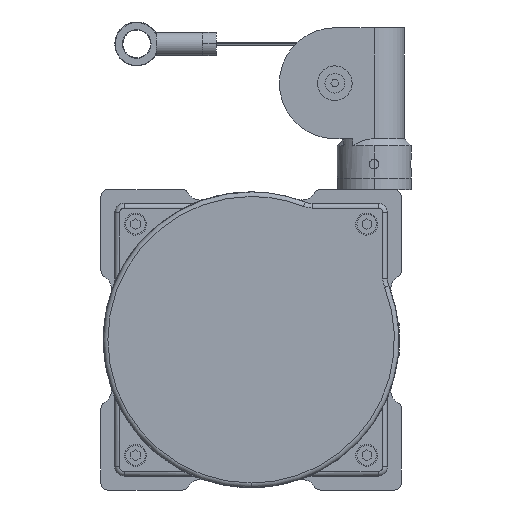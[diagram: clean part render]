
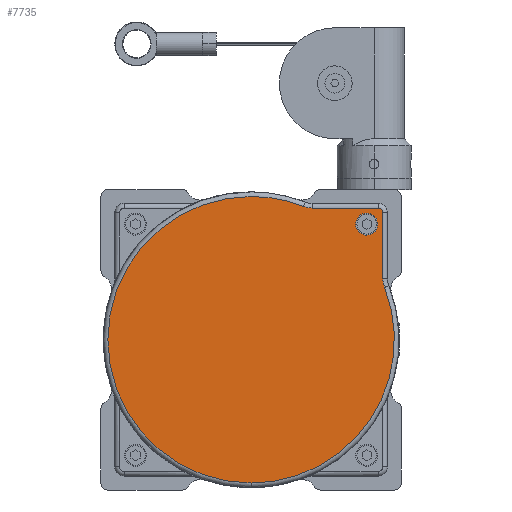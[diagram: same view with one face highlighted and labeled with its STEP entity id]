
A CAD part, left-side view. The second image highlights one B-rep face of the part: STEP entity #7735.
In plain terms, the highlighted planar face has unit normal (-1, 0, 0).
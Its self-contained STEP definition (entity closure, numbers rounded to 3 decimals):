
#7296=CARTESIAN_POINT('Axis2P3D Location',(-14.,50.,50.)) ;
#7300=CARTESIAN_POINT('Vertex',(-14.,54.169,52.277)) ;
#7302=CARTESIAN_POINT('Vertex',(-14.,45.831,47.723)) ;
#7322=CARTESIAN_POINT('Axis2P3D Location',(-14.,50.,50.)) ;
#7660=CARTESIAN_POINT('Axis2P3D Location',(-14.,0.,0.)) ;
#7665=CARTESIAN_POINT('Axis2P3D Location',(-14.,0.,0.)) ;
#7669=CARTESIAN_POINT('Vertex',(-14.,22.701,57.694)) ;
#7671=CARTESIAN_POINT('Vertex',(-14.,-62.,0.)) ;
#7674=CARTESIAN_POINT('Axis2P3D Location',(-14.,26.363,67.)) ;
#7678=CARTESIAN_POINT('Vertex',(-14.,26.363,57.)) ;
#7681=CARTESIAN_POINT('Line Origine',(-14.,40.681,57.)) ;
#7685=CARTESIAN_POINT('Vertex',(-14.,55.,57.)) ;
#7688=CARTESIAN_POINT('Axis2P3D Location',(-14.,55.,55.)) ;
#7692=CARTESIAN_POINT('Vertex',(-14.,57.,55.)) ;
#7695=CARTESIAN_POINT('Line Origine',(-14.,57.,40.681)) ;
#7699=CARTESIAN_POINT('Vertex',(-14.,57.,26.363)) ;
#7702=CARTESIAN_POINT('Axis2P3D Location',(-14.,67.,26.363)) ;
#7706=CARTESIAN_POINT('Vertex',(-14.,57.694,22.701)) ;
#7709=CARTESIAN_POINT('Axis2P3D Location',(-14.,0.,0.)) ;
#7713=CARTESIAN_POINT('Vertex',(-14.,62.,0.)) ;
#7716=CARTESIAN_POINT('Axis2P3D Location',(-14.,0.,0.)) ;
#7297=DIRECTION('Axis2P3D Direction',(1.,0.,-0.)) ;
#7323=DIRECTION('Axis2P3D Direction',(1.,0.,-0.)) ;
#7661=DIRECTION('Axis2P3D Direction',(1.,0.,0.)) ;
#7662=DIRECTION('Axis2P3D XDirection',(0.,1.,0.)) ;
#7666=DIRECTION('Axis2P3D Direction',(1.,0.,0.)) ;
#7675=DIRECTION('Axis2P3D Direction',(1.,0.,0.)) ;
#7682=DIRECTION('Vector Direction',(0.,1.,0.)) ;
#7689=DIRECTION('Axis2P3D Direction',(1.,0.,0.)) ;
#7696=DIRECTION('Vector Direction',(0.,0.,-1.)) ;
#7703=DIRECTION('Axis2P3D Direction',(1.,0.,0.)) ;
#7710=DIRECTION('Axis2P3D Direction',(1.,0.,0.)) ;
#7717=DIRECTION('Axis2P3D Direction',(1.,0.,0.)) ;
#7298=AXIS2_PLACEMENT_3D('Circle Axis2P3D',#7296,#7297,$) ;
#7324=AXIS2_PLACEMENT_3D('Circle Axis2P3D',#7322,#7323,$) ;
#7663=AXIS2_PLACEMENT_3D('Plane Axis2P3D',#7660,#7661,#7662) ;
#7667=AXIS2_PLACEMENT_3D('Circle Axis2P3D',#7665,#7666,$) ;
#7676=AXIS2_PLACEMENT_3D('Circle Axis2P3D',#7674,#7675,$) ;
#7690=AXIS2_PLACEMENT_3D('Circle Axis2P3D',#7688,#7689,$) ;
#7704=AXIS2_PLACEMENT_3D('Circle Axis2P3D',#7702,#7703,$) ;
#7711=AXIS2_PLACEMENT_3D('Circle Axis2P3D',#7709,#7710,$) ;
#7718=AXIS2_PLACEMENT_3D('Circle Axis2P3D',#7716,#7717,$) ;
#7722=ORIENTED_EDGE('',*,*,#7673,.F.) ;
#7723=ORIENTED_EDGE('',*,*,#7680,.F.) ;
#7724=ORIENTED_EDGE('',*,*,#7687,.F.) ;
#7725=ORIENTED_EDGE('',*,*,#7694,.F.) ;
#7726=ORIENTED_EDGE('',*,*,#7701,.F.) ;
#7727=ORIENTED_EDGE('',*,*,#7708,.F.) ;
#7728=ORIENTED_EDGE('',*,*,#7715,.F.) ;
#7729=ORIENTED_EDGE('',*,*,#7720,.F.) ;
#7732=ORIENTED_EDGE('',*,*,#7304,.T.) ;
#7733=ORIENTED_EDGE('',*,*,#7326,.T.) ;
#7734=FACE_BOUND('',#7731,.T.) ;
#7683=VECTOR('Line Direction',#7682,1.) ;
#7697=VECTOR('Line Direction',#7696,1.) ;
#7735=ADVANCED_FACE('\X2\96F64EF651E04F554F53\X0\',(#7730,#7734),#7664,.F.) ;
#7299=CIRCLE('generated circle',#7298,4.75) ;
#7325=CIRCLE('generated circle',#7324,4.75) ;
#7668=CIRCLE('generated circle',#7667,62.) ;
#7677=CIRCLE('generated circle',#7676,10.) ;
#7691=CIRCLE('generated circle',#7690,2.) ;
#7705=CIRCLE('generated circle',#7704,10.) ;
#7712=CIRCLE('generated circle',#7711,62.) ;
#7719=CIRCLE('generated circle',#7718,62.) ;
#7304=EDGE_CURVE('',#7301,#7303,#7299,.T.) ;
#7326=EDGE_CURVE('',#7303,#7301,#7325,.T.) ;
#7673=EDGE_CURVE('',#7670,#7672,#7668,.T.) ;
#7680=EDGE_CURVE('',#7679,#7670,#7677,.F.) ;
#7687=EDGE_CURVE('',#7686,#7679,#7684,.F.) ;
#7694=EDGE_CURVE('',#7693,#7686,#7691,.T.) ;
#7701=EDGE_CURVE('',#7700,#7693,#7698,.F.) ;
#7708=EDGE_CURVE('',#7707,#7700,#7705,.F.) ;
#7715=EDGE_CURVE('',#7714,#7707,#7712,.T.) ;
#7720=EDGE_CURVE('',#7672,#7714,#7719,.T.) ;
#7721=EDGE_LOOP('',(#7722,#7723,#7724,#7725,#7726,#7727,#7728,#7729)) ;
#7731=EDGE_LOOP('',(#7732,#7733)) ;
#7730=FACE_OUTER_BOUND('',#7721,.T.) ;
#7684=LINE('Line',#7681,#7683) ;
#7698=LINE('Line',#7695,#7697) ;
#7664=PLANE('',#7663) ;
#7301=VERTEX_POINT('',#7300) ;
#7303=VERTEX_POINT('',#7302) ;
#7670=VERTEX_POINT('',#7669) ;
#7672=VERTEX_POINT('',#7671) ;
#7679=VERTEX_POINT('',#7678) ;
#7686=VERTEX_POINT('',#7685) ;
#7693=VERTEX_POINT('',#7692) ;
#7700=VERTEX_POINT('',#7699) ;
#7707=VERTEX_POINT('',#7706) ;
#7714=VERTEX_POINT('',#7713) ;
